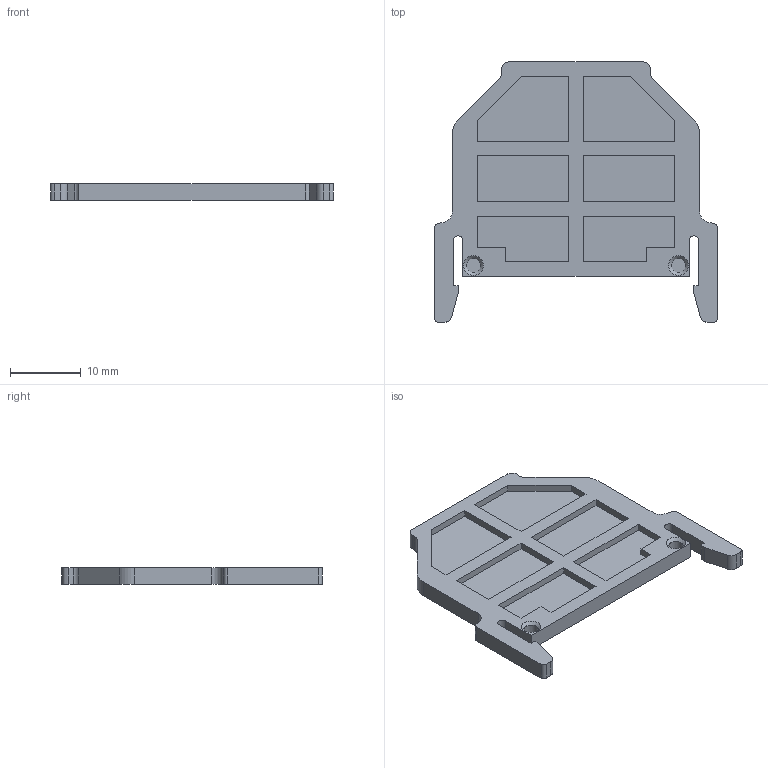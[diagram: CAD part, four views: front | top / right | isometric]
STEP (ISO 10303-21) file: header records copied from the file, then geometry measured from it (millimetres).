
FILE_DESCRIPTION(/* description */ (''),/* implementation_level */ '2;1');
FILE_NAME(/* name */ 'IW4_ipt.stp',/* time_stamp */ '2019-01-28T09:28:17+01:00',/* author */ ('ahoffmann'),/* organization */ (''),/* preprocessor_version */ 'ST-DEVELOPER v16.1',/* originating_system */ 'Autodesk Inventor 2016',/* authorisation */ '');
FILE_SCHEMA (('AUTOMOTIVE_DESIGN { 1 0 10303 214 3 1 1 }'));
Length unit declared in the file: millimetre
Products named in the file (1): 0013CNE3 Z41.061.3
Bounding box: 40 x 36.8 x 2.4 mm (x, y, z)
Volume: 1964.3 mm3; surface area: 2772.9 mm2
Topology: 1 solids, 1 shells, 88 faces, 232 edges, 154 vertices
Faces by surface type: plane 64, cylinder 22, cone 2
Full cylindrical faces by diameter (mm): 2 x2
Entity records: 2710 total; most frequent: CARTESIAN_POINT 471, ORIENTED_EDGE 456, DIRECTION 452, EDGE_CURVE 228, LINE 182, VECTOR 182, VERTEX_POINT 154, AXIS2_PLACEMENT_3D 135
